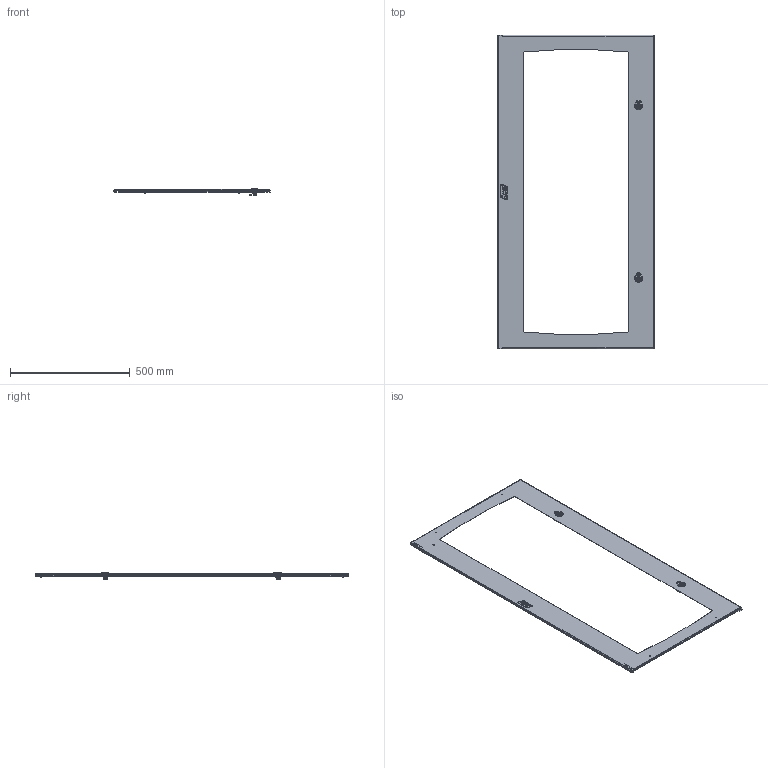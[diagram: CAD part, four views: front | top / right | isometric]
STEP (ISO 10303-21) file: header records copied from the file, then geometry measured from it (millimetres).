
FILE_DESCRIPTION(/* description */ (''),/* implementation_level */ '2;1');
FILE_NAME(/* name */ 'PT40EMP144-192.stp',/* time_stamp */ '2017-07-18T14:21:43+02:00',/* author */ (''),/* organization */ (''),/* preprocessor_version */ 'ST-DEVELOPER v15',/* originating_system */ 'SIEMENS PLM Software NX 9.0',/* authorisation */ '');
FILE_SCHEMA (('CONFIG_CONTROL_DESIGN'));
Length unit declared in the file: millimetre
Products named in the file (8): LOGO_IDE; 65260_PT_EMP_72_96_stp; 91355_PERNO_M6x10; 55511_BISAGRA_EMPOTRAR_ATLANTIC; 91323_PERNO_M5x15; 92166_CIERRE_ATLANTIC; 65261_CONJ_PT_67210_PO_EMP_72_96; PT40EMP144-192_stp
Assembly tree (12 placements, depth 3):
  PT40EMP144-192_stp
    65261_CONJ_PT_67210_PO_EMP_72_96
      92166_CIERRE_ATLANTIC  x2
      91323_PERNO_M5x15  x4
      55511_BISAGRA_EMPOTRAR_ATLANTIC  x2
      91355_PERNO_M6x10
      65260_PT_EMP_72_96_stp
      LOGO_IDE
Bounding box: 651.3 x 1308.6 x 29.21 mm (x, y, z)
Volume: 495868.5 mm3; surface area: 817014.6 mm2
Topology: 17 solids, 17 shells, 511 faces, 1303 edges, 845 vertices
Faces by surface type: plane 320, cylinder 152, bspline 24, cone 11, torus 4
Full cylindrical faces by diameter (mm): 5 x6, 6 x1, 6.5 x1, 9.86 x2, 10 x2, 12.5 x2, 15.786 x2, 16.25 x2, 19.3 x2
Entity records: 11596 total; most frequent: CARTESIAN_POINT 2368, ORIENTED_EDGE 1770, DIRECTION 1651, EDGE_CURVE 885, LINE 589, VECTOR 589, VERTEX_POINT 577, AXIS2_PLACEMENT_3D 531
